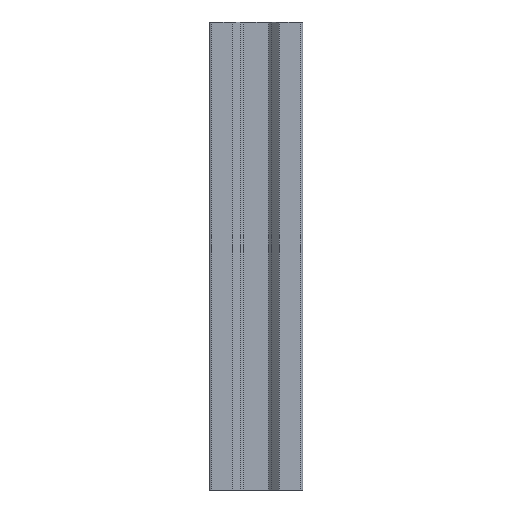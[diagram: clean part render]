
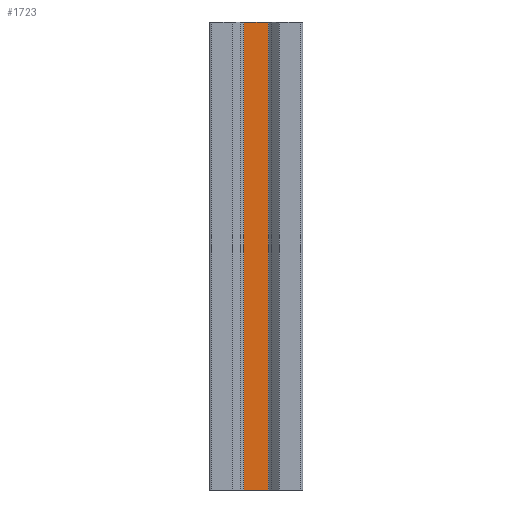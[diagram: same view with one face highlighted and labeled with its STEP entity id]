
A CAD part, left-side view. The second image highlights one B-rep face of the part: STEP entity #1723.
In plain terms, the highlighted planar face has unit normal (-1, 0, 0).
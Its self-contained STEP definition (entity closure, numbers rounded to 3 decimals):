
#21=PLANE('',#1877);
#71=FACE_OUTER_BOUND('',#163,.T.);
#163=EDGE_LOOP('',(#1253,#1254,#1255,#1256));
#296=LINE('',#2731,#473);
#302=LINE('',#2752,#479);
#303=LINE('',#2756,#480);
#304=LINE('',#2757,#481);
#473=VECTOR('',#2148,10.);
#479=VECTOR('',#2170,10.);
#480=VECTOR('',#2175,10.);
#481=VECTOR('',#2176,10.);
#780=VERTEX_POINT('',#2728);
#781=VERTEX_POINT('',#2730);
#788=VERTEX_POINT('',#2751);
#789=VERTEX_POINT('',#2755);
#961=EDGE_CURVE('',#780,#781,#296,.T.);
#972=EDGE_CURVE('',#781,#788,#302,.T.);
#974=EDGE_CURVE('',#789,#780,#303,.T.);
#975=EDGE_CURVE('',#788,#789,#304,.T.);
#1253=ORIENTED_EDGE('',*,*,#972,.F.);
#1254=ORIENTED_EDGE('',*,*,#961,.F.);
#1255=ORIENTED_EDGE('',*,*,#974,.F.);
#1256=ORIENTED_EDGE('',*,*,#975,.F.);
#1723=ADVANCED_FACE('',(#71),#21,.T.);
#1877=AXIS2_PLACEMENT_3D('',#2754,#2173,#2174);
#2148=DIRECTION('',(0.,1.,0.));
#2170=DIRECTION('',(0.,0.,1.));
#2173=DIRECTION('center_axis',(-1.,0.,0.));
#2174=DIRECTION('ref_axis',(0.,-1.,0.));
#2175=DIRECTION('',(0.,0.,-1.));
#2176=DIRECTION('',(0.,-1.,0.));
#2728=CARTESIAN_POINT('',(6.25,7.362,0.));
#2730=CARTESIAN_POINT('',(6.25,12.638,0.));
#2731=CARTESIAN_POINT('',(6.25,7.311,0.));
#2751=CARTESIAN_POINT('',(6.25,12.638,100.));
#2752=CARTESIAN_POINT('',(6.25,12.638,0.));
#2754=CARTESIAN_POINT('Origin',(6.25,12.689,0.));
#2755=CARTESIAN_POINT('',(6.25,7.362,100.));
#2756=CARTESIAN_POINT('',(6.25,7.362,0.));
#2757=CARTESIAN_POINT('',(6.25,7.311,100.));
